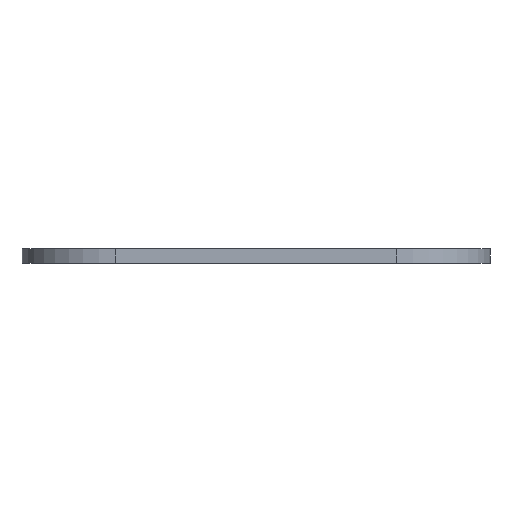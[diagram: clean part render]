
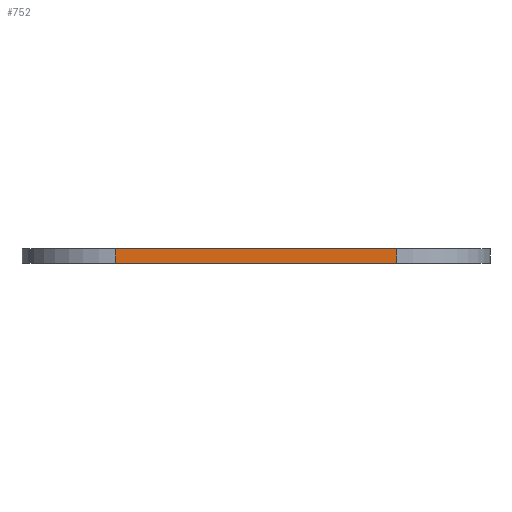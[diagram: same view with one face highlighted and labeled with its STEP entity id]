
A CAD part, front view. The second image highlights one B-rep face of the part: STEP entity #752.
In plain terms, the highlighted planar face has unit normal (0, -1, 0).
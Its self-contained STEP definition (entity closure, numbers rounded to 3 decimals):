
#47 = VECTOR ( 'NONE', #187, 1000. ) ;
#57 = ORIENTED_EDGE ( 'NONE', *, *, #1247, .T. ) ;
#78 = CARTESIAN_POINT ( 'NONE',  ( -29.423, -25.861, 6.175 ) ) ;
#83 = EDGE_LOOP ( 'NONE', ( #1305, #452, #1279, #57 ) ) ;
#96 = EDGE_CURVE ( 'NONE', #1373, #832, #1193, .T. ) ;
#110 = VERTEX_POINT ( 'NONE', #1103 ) ;
#128 = VECTOR ( 'NONE', #946, 1000. ) ;
#187 = DIRECTION ( 'NONE',  ( -1., 0., 0. ) ) ;
#257 = LINE ( 'NONE', #674, #1036 ) ;
#298 = LINE ( 'NONE', #78, #128 ) ;
#345 = EDGE_CURVE ( 'NONE', #110, #1373, #257, .T. ) ;
#392 = CARTESIAN_POINT ( 'NONE',  ( -400000.538, -25.861, 6.175 ) ) ;
#419 = DIRECTION ( 'NONE',  ( 0., 0., -1. ) ) ;
#425 = AXIS2_PLACEMENT_3D ( 'NONE', #392, #1269, #1262 ) ;
#452 = ORIENTED_EDGE ( 'NONE', *, *, #345, .F. ) ;
#495 = EDGE_CURVE ( 'NONE', #110, #1095, #1257, .T. ) ;
#674 = CARTESIAN_POINT ( 'NONE',  ( 32.5, -25.861, 6.175 ) ) ;
#715 = CARTESIAN_POINT ( 'NONE',  ( -400000.538, -25.861, 6.175 ) ) ;
#752 = ADVANCED_FACE ( 'NONE', ( #1055 ), #1367, .T. ) ;
#784 = CARTESIAN_POINT ( 'NONE',  ( -400000.538, -25.861, 3. ) ) ;
#832 = VERTEX_POINT ( 'NONE', #932 ) ;
#866 = DIRECTION ( 'NONE',  ( -1., 0., 0. ) ) ;
#894 = VECTOR ( 'NONE', #866, 1000. ) ;
#932 = CARTESIAN_POINT ( 'NONE',  ( -29.423, -25.861, 3. ) ) ;
#946 = DIRECTION ( 'NONE',  ( 0., 0., -1. ) ) ;
#1036 = VECTOR ( 'NONE', #419, 1000. ) ;
#1055 = FACE_OUTER_BOUND ( 'NONE', #83, .T. ) ;
#1095 = VERTEX_POINT ( 'NONE', #1342 ) ;
#1103 = CARTESIAN_POINT ( 'NONE',  ( 32.5, -25.861, 6.175 ) ) ;
#1193 = LINE ( 'NONE', #784, #894 ) ;
#1247 = EDGE_CURVE ( 'NONE', #1095, #832, #298, .T. ) ;
#1257 = LINE ( 'NONE', #715, #47 ) ;
#1262 = DIRECTION ( 'NONE',  ( 1., 0., 0. ) ) ;
#1269 = DIRECTION ( 'NONE',  ( 0., -1., 0. ) ) ;
#1279 = ORIENTED_EDGE ( 'NONE', *, *, #495, .T. ) ;
#1305 = ORIENTED_EDGE ( 'NONE', *, *, #96, .F. ) ;
#1317 = CARTESIAN_POINT ( 'NONE',  ( 32.5, -25.861, 3. ) ) ;
#1342 = CARTESIAN_POINT ( 'NONE',  ( -29.423, -25.861, 6.175 ) ) ;
#1367 = PLANE ( 'NONE',  #425 ) ;
#1373 = VERTEX_POINT ( 'NONE', #1317 ) ;
